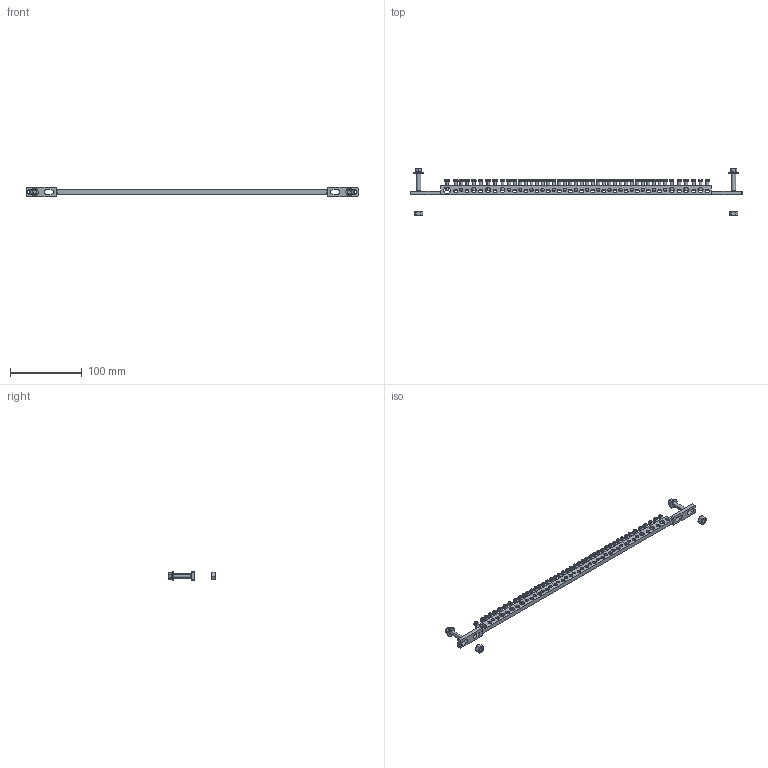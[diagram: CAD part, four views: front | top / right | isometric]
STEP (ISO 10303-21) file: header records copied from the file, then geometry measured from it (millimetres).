
FILE_DESCRIPTION(('STEP AP203'),'1');
FILE_NAME('eb44.stp','2024-06-21T09:52:36',('TraceParts'),('TraceParts S.A.'),'Spatial InterOp 3D',' ',' ');
FILE_SCHEMA(('CONFIG_CONTROL_DESIGN'));
Length unit declared in the file: millimetre
Products named in the file (1): 1
Bounding box: 462 x 66 x 13.6 mm (x, y, z)
Volume: 38183.4 mm3; surface area: 37197 mm2
Topology: 49 solids, 49 shells, 1440 faces, 3372 edges, 2076 vertices
Faces by surface type: plane 636, cylinder 380, cone 316, torus 96, bspline 12
Entity records: 44512 total; most frequent: CARTESIAN_POINT 10893, DIRECTION 7302, ORIENTED_EDGE 6744, EDGE_CURVE 3372, AXIS2_PLACEMENT_3D 2829, VERTEX_POINT 2076, EDGE_LOOP 1674, LINE 1644
